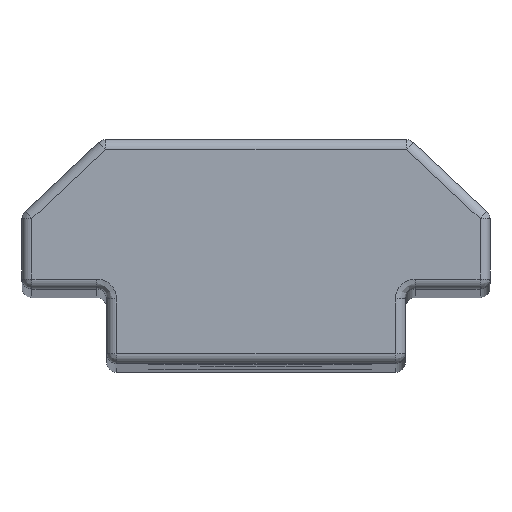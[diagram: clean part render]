
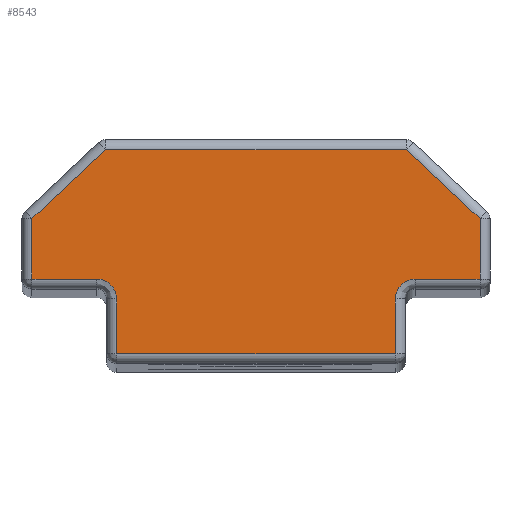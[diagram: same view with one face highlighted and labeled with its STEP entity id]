
A CAD part, top view. The second image highlights one B-rep face of the part: STEP entity #8543.
In plain terms, the highlighted planar face has unit normal (0, 0, 1).
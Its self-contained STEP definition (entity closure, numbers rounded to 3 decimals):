
#282 = VERTEX_POINT ( 'NONE', #3756 ) ;
#283 = CARTESIAN_POINT ( 'NONE',  ( 0.2, 0.2, 100. ) ) ;
#370 = VERTEX_POINT ( 'NONE', #7800 ) ;
#425 = ORIENTED_EDGE ( 'NONE', *, *, #4660, .F. ) ;
#517 = CARTESIAN_POINT ( 'NONE',  ( 0.2, 4.3, 100. ) ) ;
#576 = VERTEX_POINT ( 'NONE', #5333 ) ;
#633 = DIRECTION ( 'NONE',  ( 0.73, -0.684, 0. ) ) ;
#688 = VECTOR ( 'NONE', #5003, 1000. ) ;
#915 = LINE ( 'NONE', #9618, #688 ) ;
#960 = CARTESIAN_POINT ( 'NONE',  ( -1.5, 2.913, 100. ) ) ;
#1070 = DIRECTION ( 'NONE',  ( -1., 0., 0. ) ) ;
#1147 = DIRECTION ( 'NONE',  ( 0.73, 0.684, 0. ) ) ;
#1394 = VERTEX_POINT ( 'NONE', #8022 ) ;
#1397 = EDGE_CURVE ( 'NONE', #5672, #9635, #2488, .T. ) ;
#1489 = VECTOR ( 'NONE', #5360, 1000. ) ;
#1500 = VECTOR ( 'NONE', #3346, 1000. ) ;
#1676 = CARTESIAN_POINT ( 'NONE',  ( -0.021, 1.7, 100. ) ) ;
#1746 = VERTEX_POINT ( 'NONE', #10014 ) ;
#1957 = CARTESIAN_POINT ( 'NONE',  ( 0.2, 1.3, 100. ) ) ;
#2163 = CARTESIAN_POINT ( 'NONE',  ( -0.021, 0.2, 100. ) ) ;
#2282 =( BOUNDED_CURVE ( )  B_SPLINE_CURVE ( 3, ( #1957, #5178, #8155, #3692 ),
 .UNSPECIFIED., .F., .T. ) 
 B_SPLINE_CURVE_WITH_KNOTS ( ( 4, 4 ),
 ( 0., 1. ),
 .UNSPECIFIED. ) 
 CURVE ( )  GEOMETRIC_REPRESENTATION_ITEM ( )  RATIONAL_B_SPLINE_CURVE ( ( 1., 0.805, 0.805, 1. ) ) 
 REPRESENTATION_ITEM ( '' )  );
#2473 = VECTOR ( 'NONE', #633, 1000. ) ;
#2488 = LINE ( 'NONE', #7299, #1500 ) ;
#2596 = CARTESIAN_POINT ( 'NONE',  ( -0.021, 4.3, 100. ) ) ;
#2801 = CARTESIAN_POINT ( 'NONE',  ( 5.8, 1.3, 100. ) ) ;
#2857 = LINE ( 'NONE', #5108, #5571 ) ;
#3015 = CARTESIAN_POINT ( 'NONE',  ( -1.5, 4.3, 100. ) ) ;
#3040 = ORIENTED_EDGE ( 'NONE', *, *, #6870, .F. ) ;
#3119 = VERTEX_POINT ( 'NONE', #4140 ) ;
#3247 = ORIENTED_EDGE ( 'NONE', *, *, #3715, .F. ) ;
#3346 = DIRECTION ( 'NONE',  ( 0., -1., 0. ) ) ;
#3357 = DIRECTION ( 'NONE',  ( 0., 0., -1. ) ) ;
#3516 = CARTESIAN_POINT ( 'NONE',  ( 5.8, 1.534, 100. ) ) ;
#3583 = ORIENTED_EDGE ( 'NONE', *, *, #1397, .F. ) ;
#3672 = LINE ( 'NONE', #517, #9790 ) ;
#3687 = VERTEX_POINT ( 'NONE', #8066 ) ;
#3692 = CARTESIAN_POINT ( 'NONE',  ( -0.2, 1.7, 100. ) ) ;
#3715 = EDGE_CURVE ( 'NONE', #8389, #3687, #4168, .T. ) ;
#3756 = CARTESIAN_POINT ( 'NONE',  ( 7.5, 2.913, 100. ) ) ;
#3954 = VECTOR ( 'NONE', #5223, 1000. ) ;
#4045 = VERTEX_POINT ( 'NONE', #283 ) ;
#4140 = CARTESIAN_POINT ( 'NONE',  ( 6.2, 1.7, 100. ) ) ;
#4168 = LINE ( 'NONE', #5739, #8297 ) ;
#4258 = ORIENTED_EDGE ( 'NONE', *, *, #7432, .F. ) ;
#4348 = EDGE_CURVE ( 'NONE', #370, #8389, #4510, .T. ) ;
#4510 = LINE ( 'NONE', #3015, #1489 ) ;
#4660 = EDGE_CURVE ( 'NONE', #1746, #282, #6119, .T. ) ;
#5002 = CARTESIAN_POINT ( 'NONE',  ( 6.2, 1.7, 100. ) ) ;
#5003 = DIRECTION ( 'NONE',  ( 0., -1., 0. ) ) ;
#5108 = CARTESIAN_POINT ( 'NONE',  ( -0.021, 4.3, 100. ) ) ;
#5119 = ORIENTED_EDGE ( 'NONE', *, *, #6569, .F. ) ;
#5178 = CARTESIAN_POINT ( 'NONE',  ( 0.2, 1.534, 100. ) ) ;
#5223 = DIRECTION ( 'NONE',  ( -1., 0., 0. ) ) ;
#5333 = CARTESIAN_POINT ( 'NONE',  ( -0.2, 1.7, 100. ) ) ;
#5360 = DIRECTION ( 'NONE',  ( 0., 1., 0. ) ) ;
#5571 = VECTOR ( 'NONE', #8234, 1000. ) ;
#5652 = CARTESIAN_POINT ( 'NONE',  ( 5.8, 1.3, 100. ) ) ;
#5672 = VERTEX_POINT ( 'NONE', #5652 ) ;
#5729 = CARTESIAN_POINT ( 'NONE',  ( 5.8, 0.2, 100. ) ) ;
#5739 = CARTESIAN_POINT ( 'NONE',  ( -1.5, 2.913, 100. ) ) ;
#5758 = FACE_OUTER_BOUND ( 'NONE', #6434, .T. ) ;
#6012 = ORIENTED_EDGE ( 'NONE', *, *, #9674, .F. ) ;
#6119 = LINE ( 'NONE', #9225, #2473 ) ;
#6206 = VERTEX_POINT ( 'NONE', #8786 ) ;
#6354 = DIRECTION ( 'NONE',  ( -1., 0., 0. ) ) ;
#6434 = EDGE_LOOP ( 'NONE', ( #4258, #3247, #7076, #5119, #7437, #3040, #6012, #3583, #7182, #9828, #8665, #425 ) ) ;
#6569 = EDGE_CURVE ( 'NONE', #576, #370, #8647, .T. ) ;
#6621 = EDGE_CURVE ( 'NONE', #282, #6206, #915, .T. ) ;
#6870 = EDGE_CURVE ( 'NONE', #4045, #1394, #3672, .T. ) ;
#7076 = ORIENTED_EDGE ( 'NONE', *, *, #4348, .F. ) ;
#7182 = ORIENTED_EDGE ( 'NONE', *, *, #8416, .F. ) ;
#7299 = CARTESIAN_POINT ( 'NONE',  ( 5.8, 4.3, 100. ) ) ;
#7432 = EDGE_CURVE ( 'NONE', #3687, #1746, #2857, .T. ) ;
#7437 = ORIENTED_EDGE ( 'NONE', *, *, #9686, .F. ) ;
#7612 =( BOUNDED_CURVE ( )  B_SPLINE_CURVE ( 3, ( #5002, #7978, #3516, #2801 ),
 .UNSPECIFIED., .F., .T. ) 
 B_SPLINE_CURVE_WITH_KNOTS ( ( 4, 4 ),
 ( 0., 1. ),
 .UNSPECIFIED. ) 
 CURVE ( )  GEOMETRIC_REPRESENTATION_ITEM ( )  RATIONAL_B_SPLINE_CURVE ( ( 1., 0.805, 0.805, 1. ) ) 
 REPRESENTATION_ITEM ( '' )  );
#7800 = CARTESIAN_POINT ( 'NONE',  ( -1.5, 1.7, 100. ) ) ;
#7929 = CARTESIAN_POINT ( 'NONE',  ( -0.021, 1.7, 100. ) ) ;
#7978 = CARTESIAN_POINT ( 'NONE',  ( 5.966, 1.7, 100. ) ) ;
#7997 = VECTOR ( 'NONE', #6354, 1000. ) ;
#8022 = CARTESIAN_POINT ( 'NONE',  ( 0.2, 1.3, 100. ) ) ;
#8066 = CARTESIAN_POINT ( 'NONE',  ( -0.021, 4.3, 100. ) ) ;
#8082 = PLANE ( 'NONE',  #9966 ) ;
#8130 = DIRECTION ( 'NONE',  ( -1., 0., 0. ) ) ;
#8155 = CARTESIAN_POINT ( 'NONE',  ( 0.034, 1.7, 100. ) ) ;
#8184 = EDGE_CURVE ( 'NONE', #6206, #3119, #9990, .T. ) ;
#8234 = DIRECTION ( 'NONE',  ( 1., 0., 0. ) ) ;
#8297 = VECTOR ( 'NONE', #1147, 1000. ) ;
#8335 = DIRECTION ( 'NONE',  ( 0., 1., 0. ) ) ;
#8389 = VERTEX_POINT ( 'NONE', #960 ) ;
#8416 = EDGE_CURVE ( 'NONE', #3119, #5672, #7612, .T. ) ;
#8543 = ADVANCED_FACE ( 'NONE', ( #5758 ), #8082, .F. ) ;
#8647 = LINE ( 'NONE', #7929, #8979 ) ;
#8665 = ORIENTED_EDGE ( 'NONE', *, *, #6621, .F. ) ;
#8786 = CARTESIAN_POINT ( 'NONE',  ( 7.5, 1.7, 100. ) ) ;
#8979 = VECTOR ( 'NONE', #1070, 1000. ) ;
#8980 = LINE ( 'NONE', #2163, #3954 ) ;
#9225 = CARTESIAN_POINT ( 'NONE',  ( 6.021, 4.3, 100. ) ) ;
#9618 = CARTESIAN_POINT ( 'NONE',  ( 7.5, 4.3, 100. ) ) ;
#9635 = VERTEX_POINT ( 'NONE', #5729 ) ;
#9674 = EDGE_CURVE ( 'NONE', #9635, #4045, #8980, .T. ) ;
#9686 = EDGE_CURVE ( 'NONE', #1394, #576, #2282, .T. ) ;
#9790 = VECTOR ( 'NONE', #8335, 1000. ) ;
#9828 = ORIENTED_EDGE ( 'NONE', *, *, #8184, .F. ) ;
#9966 = AXIS2_PLACEMENT_3D ( 'NONE', #2596, #3357, #8130 ) ;
#9990 = LINE ( 'NONE', #1676, #7997 ) ;
#10014 = CARTESIAN_POINT ( 'NONE',  ( 6.021, 4.3, 100. ) ) ;
